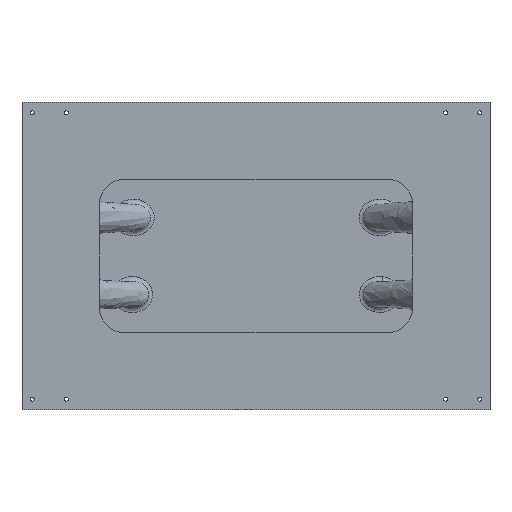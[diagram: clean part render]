
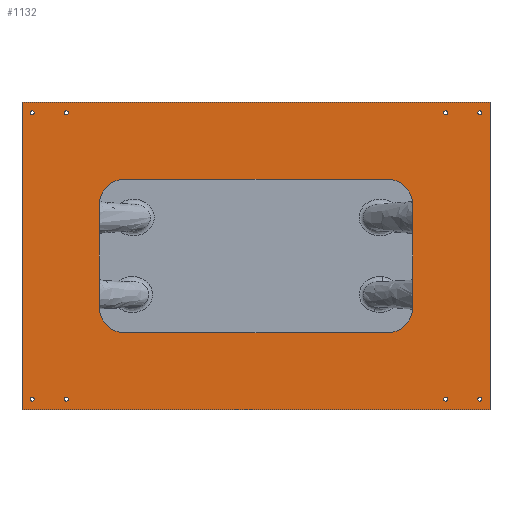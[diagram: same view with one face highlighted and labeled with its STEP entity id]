
A CAD part, front view. The second image highlights one B-rep face of the part: STEP entity #1132.
In plain terms, the highlighted planar face has unit normal (0, -1, 0).
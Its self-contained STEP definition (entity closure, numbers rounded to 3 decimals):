
#868=CARTESIAN_POINT('',(91.11,-4.0,0.0));
#869=VERTEX_POINT('',#868);
#876=CARTESIAN_POINT('',(91.11,-4.0,-119.77));
#877=VERTEX_POINT('',#876);
#878=CARTESIAN_POINT('',(91.11,-4.0,-119.77));
#879=DIRECTION('',(0.0,0.0,-1.0));
#880=VECTOR('',#879,1.0);
#881=LINE('',#878,#880);
#882=EDGE_CURVE('no 5',#869,#877,#881,.T.);
#899=CARTESIAN_POINT('',(-91.11,-4.0,0.0));
#900=VERTEX_POINT('',#899);
#907=CARTESIAN_POINT('',(-91.11,-4.0,0.0));
#908=DIRECTION('',(1.0,0.0,0.0));
#909=VECTOR('',#908,1.0);
#910=LINE('',#907,#909);
#911=EDGE_CURVE('no 17',#900,#869,#910,.T.);
#923=CARTESIAN_POINT('',(-91.11,-4.0,-119.77));
#924=VERTEX_POINT('',#923);
#931=CARTESIAN_POINT('',(-91.11,-4.0,0.0));
#932=DIRECTION('',(0.0,0.0,1.0));
#933=VECTOR('',#932,1.0);
#934=LINE('',#931,#933);
#935=EDGE_CURVE('no 13',#924,#900,#934,.T.);
#948=CARTESIAN_POINT('',(-91.11,-4.0,-119.77));
#949=DIRECTION('',(-1.0,0.0,0.0));
#950=VECTOR('',#949,1.0);
#951=LINE('',#948,#950);
#952=EDGE_CURVE('no 9',#877,#924,#951,.T.);
#963=CARTESIAN_POINT('',(87.158,-4.0,-116.395));
#964=VERTEX_POINT('',#963);
#965=CARTESIAN_POINT('',(87.158,-4.0,-115.6));
#966=DIRECTION('',(0.0,1.0,-0.0));
#967=DIRECTION('',(0.0,-0.0,-1.0));
#968=AXIS2_PLACEMENT_3D('',#965,#966,#967);
#969=CIRCLE('',#968,0.795);
#970=EDGE_CURVE('no 521',#964,#964,#969,.T.);
#971=ORIENTED_EDGE('',*,*,#970,.T.);
#972=EDGE_LOOP('',(#971));
#973=FACE_OUTER_BOUND('',#972,.T.);
#974=CARTESIAN_POINT('',(73.868,-4.0,-116.395));
#975=VERTEX_POINT('',#974);
#976=CARTESIAN_POINT('',(73.868,-4.0,-115.6));
#977=DIRECTION('',(0.0,1.0,-0.0));
#978=DIRECTION('',(0.0,-0.0,-1.0));
#979=AXIS2_PLACEMENT_3D('',#976,#977,#978);
#980=CIRCLE('',#979,0.795);
#981=EDGE_CURVE('no 483',#975,#975,#980,.T.);
#982=ORIENTED_EDGE('',*,*,#981,.T.);
#983=EDGE_LOOP('',(#982));
#984=FACE_BOUND('',#983,.T.);
#985=CARTESIAN_POINT('',(-73.868,-4.0,-116.395));
#986=VERTEX_POINT('',#985);
#987=CARTESIAN_POINT('',(-73.868,-4.0,-115.6));
#988=DIRECTION('',(0.0,1.0,-0.0));
#989=DIRECTION('',(0.0,-0.0,-1.0));
#990=AXIS2_PLACEMENT_3D('',#987,#988,#989);
#991=CIRCLE('',#990,0.795);
#992=EDGE_CURVE('no 445',#986,#986,#991,.T.);
#993=ORIENTED_EDGE('',*,*,#992,.T.);
#994=EDGE_LOOP('',(#993));
#995=FACE_BOUND('',#994,.T.);
#996=CARTESIAN_POINT('',(-87.158,-4.0,-116.395));
#997=VERTEX_POINT('',#996);
#998=CARTESIAN_POINT('',(-87.158,-4.0,-115.6));
#999=DIRECTION('',(0.0,1.0,-0.0));
#1000=DIRECTION('',(0.0,-0.0,-1.0));
#1001=AXIS2_PLACEMENT_3D('',#998,#999,#1000);
#1002=CIRCLE('',#1001,0.795);
#1003=EDGE_CURVE('no 407',#997,#997,#1002,.T.);
#1004=ORIENTED_EDGE('',*,*,#1003,.T.);
#1005=EDGE_LOOP('',(#1004));
#1006=FACE_BOUND('',#1005,.T.);
#1007=CARTESIAN_POINT('',(-73.868,-4.0,-3.375));
#1008=VERTEX_POINT('',#1007);
#1009=CARTESIAN_POINT('',(-73.868,-4.0,-4.17));
#1010=DIRECTION('',(0.0,1.0,0.0));
#1011=DIRECTION('',(0.0,-0.0,1.0));
#1012=AXIS2_PLACEMENT_3D('',#1009,#1010,#1011);
#1013=CIRCLE('',#1012,0.795);
#1014=EDGE_CURVE('no 369',#1008,#1008,#1013,.T.);
#1015=ORIENTED_EDGE('',*,*,#1014,.T.);
#1016=EDGE_LOOP('',(#1015));
#1017=FACE_BOUND('',#1016,.T.);
#1018=CARTESIAN_POINT('',(-87.158,-4.0,-3.375));
#1019=VERTEX_POINT('',#1018);
#1020=CARTESIAN_POINT('',(-87.158,-4.0,-4.17));
#1021=DIRECTION('',(0.0,1.0,0.0));
#1022=DIRECTION('',(0.0,-0.0,1.0));
#1023=AXIS2_PLACEMENT_3D('',#1020,#1021,#1022);
#1024=CIRCLE('',#1023,0.795);
#1025=EDGE_CURVE('no 331',#1019,#1019,#1024,.T.);
#1026=ORIENTED_EDGE('',*,*,#1025,.T.);
#1027=EDGE_LOOP('',(#1026));
#1028=FACE_BOUND('',#1027,.T.);
#1029=CARTESIAN_POINT('',(73.868,-4.0,-3.375));
#1030=VERTEX_POINT('',#1029);
#1031=CARTESIAN_POINT('',(73.868,-4.0,-4.17));
#1032=DIRECTION('',(0.0,1.0,0.0));
#1033=DIRECTION('',(0.0,-0.0,1.0));
#1034=AXIS2_PLACEMENT_3D('',#1031,#1032,#1033);
#1035=CIRCLE('',#1034,0.795);
#1036=EDGE_CURVE('no 293',#1030,#1030,#1035,.T.);
#1037=ORIENTED_EDGE('',*,*,#1036,.T.);
#1038=EDGE_LOOP('',(#1037));
#1039=FACE_BOUND('',#1038,.T.);
#1040=CARTESIAN_POINT('',(87.158,-4.0,-3.375));
#1041=VERTEX_POINT('',#1040);
#1042=CARTESIAN_POINT('',(87.158,-4.0,-4.17));
#1043=DIRECTION('',(0.0,1.0,0.0));
#1044=DIRECTION('',(0.0,-0.0,1.0));
#1045=AXIS2_PLACEMENT_3D('',#1042,#1043,#1044);
#1046=CIRCLE('',#1045,0.795);
#1047=EDGE_CURVE('no 255',#1041,#1041,#1046,.T.);
#1048=ORIENTED_EDGE('',*,*,#1047,.T.);
#1049=EDGE_LOOP('',(#1048));
#1050=FACE_BOUND('',#1049,.T.);
#1051=CARTESIAN_POINT('',(51.11,-4.0,-89.77));
#1052=VERTEX_POINT('',#1051);
#1053=CARTESIAN_POINT('',(-51.11,-4.0,-89.77));
#1054=VERTEX_POINT('',#1053);
#1055=CARTESIAN_POINT('',(-61.11,-4.0,-89.77));
#1056=DIRECTION('',(-1.0,0.0,0.0));
#1057=VECTOR('',#1056,1.0);
#1058=LINE('',#1055,#1057);
#1059=EDGE_CURVE('no 639',#1052,#1054,#1058,.T.);
#1060=ORIENTED_EDGE('',*,*,#1059,.T.);
#1061=CARTESIAN_POINT('',(-61.11,-4.0,-79.77));
#1062=VERTEX_POINT('',#1061);
#1063=CARTESIAN_POINT('',(-51.11,-4.0,-79.77));
#1064=DIRECTION('',(0.0,1.0,0.0));
#1065=DIRECTION('',(0.0,-0.0,1.0));
#1066=AXIS2_PLACEMENT_3D('',#1063,#1064,#1065);
#1067=CIRCLE('',#1066,10.0);
#1068=EDGE_CURVE('no 702',#1054,#1062,#1067,.T.);
#1069=ORIENTED_EDGE('',*,*,#1068,.T.);
#1070=CARTESIAN_POINT('',(-61.11,-4.0,-40.0));
#1071=VERTEX_POINT('',#1070);
#1072=CARTESIAN_POINT('',(-61.11,-4.0,-30.0));
#1073=DIRECTION('',(0.0,0.0,1.0));
#1074=VECTOR('',#1073,1.0);
#1075=LINE('',#1072,#1074);
#1076=EDGE_CURVE('no 617',#1062,#1071,#1075,.T.);
#1077=ORIENTED_EDGE('',*,*,#1076,.T.);
#1078=CARTESIAN_POINT('',(-51.11,-4.0,-30.0));
#1079=VERTEX_POINT('',#1078);
#1080=CARTESIAN_POINT('',(-51.11,-4.0,-40.0));
#1081=DIRECTION('',(0.0,1.0,0.0));
#1082=DIRECTION('',(0.0,-0.0,1.0));
#1083=AXIS2_PLACEMENT_3D('',#1080,#1081,#1082);
#1084=CIRCLE('',#1083,10.0);
#1085=EDGE_CURVE('no 718',#1071,#1079,#1084,.T.);
#1086=ORIENTED_EDGE('',*,*,#1085,.T.);
#1087=CARTESIAN_POINT('',(51.11,-4.0,-30.0));
#1088=VERTEX_POINT('',#1087);
#1089=CARTESIAN_POINT('',(-61.11,-4.0,-30.0));
#1090=DIRECTION('',(1.0,0.0,0.0));
#1091=VECTOR('',#1090,1.0);
#1092=LINE('',#1089,#1091);
#1093=EDGE_CURVE('no 683',#1079,#1088,#1092,.T.);
#1094=ORIENTED_EDGE('',*,*,#1093,.T.);
#1095=CARTESIAN_POINT('',(61.11,-4.0,-40.0));
#1096=VERTEX_POINT('',#1095);
#1097=CARTESIAN_POINT('',(51.11,-4.0,-40.0));
#1098=DIRECTION('',(0.0,1.0,0.0));
#1099=DIRECTION('',(0.0,-0.0,1.0));
#1100=AXIS2_PLACEMENT_3D('',#1097,#1098,#1099);
#1101=CIRCLE('',#1100,10.0);
#1102=EDGE_CURVE('no 726',#1088,#1096,#1101,.T.);
#1103=ORIENTED_EDGE('',*,*,#1102,.T.);
#1104=CARTESIAN_POINT('',(61.11,-4.0,-79.77));
#1105=VERTEX_POINT('',#1104);
#1106=CARTESIAN_POINT('',(61.11,-4.0,-89.77));
#1107=DIRECTION('',(-0.0,0.0,-1.0));
#1108=VECTOR('',#1107,1.0);
#1109=LINE('',#1106,#1108);
#1110=EDGE_CURVE('no 661',#1096,#1105,#1109,.T.);
#1111=ORIENTED_EDGE('',*,*,#1110,.T.);
#1112=CARTESIAN_POINT('',(51.11,-4.0,-79.77));
#1113=DIRECTION('',(0.0,1.0,0.0));
#1114=DIRECTION('',(0.0,-0.0,1.0));
#1115=AXIS2_PLACEMENT_3D('',#1112,#1113,#1114);
#1116=CIRCLE('',#1115,10.0);
#1117=EDGE_CURVE('no 710',#1105,#1052,#1116,.T.);
#1118=ORIENTED_EDGE('',*,*,#1117,.T.);
#1119=EDGE_LOOP('',(#1060,#1069,#1077,#1086,#1094,#1103,#1111,#1118));
#1120=FACE_BOUND('',#1119,.T.);
#1121=ORIENTED_EDGE('',*,*,#882,.F.);
#1122=ORIENTED_EDGE('',*,*,#911,.F.);
#1123=ORIENTED_EDGE('',*,*,#935,.F.);
#1124=ORIENTED_EDGE('',*,*,#952,.F.);
#1125=EDGE_LOOP('',(#1121,#1122,#1123,#1124));
#1126=FACE_BOUND('',#1125,.T.);
#1127=CARTESIAN_POINT('',(0.0,-4.0,0.0));
#1128=DIRECTION('',(0.0,1.0,0.0));
#1129=DIRECTION('',(0.0,-0.0,1.0));
#1130=AXIS2_PLACEMENT_3D('',#1127,#1128,#1129);
#1131=PLANE('',#1130);
#1132=ADVANCED_FACE('no 1',(#973,#984,#995,#1006,#1017,#1028,#1039,#1050,#1120,#1126),#1131,.F.);
